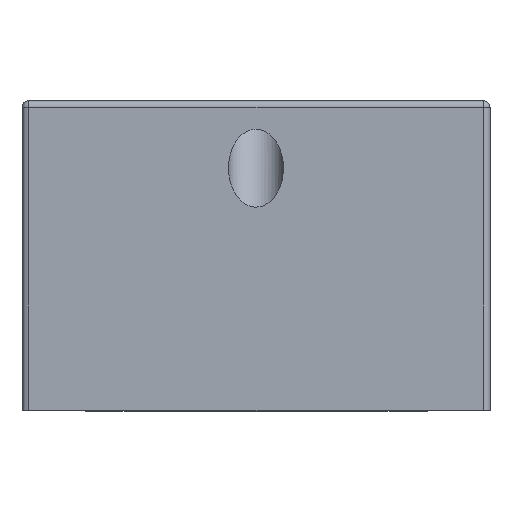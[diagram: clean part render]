
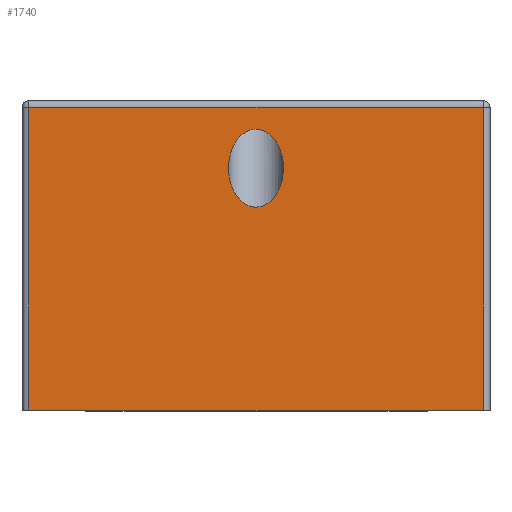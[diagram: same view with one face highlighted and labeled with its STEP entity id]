
A CAD part, top view. The second image highlights one B-rep face of the part: STEP entity #1740.
In plain terms, the highlighted planar face has unit normal (0, 0, 1).
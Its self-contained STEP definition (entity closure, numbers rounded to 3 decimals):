
#34=FACE_BOUND('',#284,.T.);
#70=PLANE('',#1933);
#162=FACE_OUTER_BOUND('',#283,.T.);
#283=EDGE_LOOP('',(#1393,#1394,#1395,#1396));
#284=EDGE_LOOP('',(#1397));
#349=ELLIPSE('',#1852,5.657,4.);
#429=LINE('',#2834,#563);
#451=LINE('',#2952,#585);
#452=LINE('',#2955,#586);
#453=LINE('',#2956,#587);
#563=VECTOR('',#2255,10.);
#585=VECTOR('',#2395,10.);
#586=VECTOR('',#2398,10.);
#587=VECTOR('',#2399,10.);
#788=VERTEX_POINT('',#2779);
#806=VERTEX_POINT('',#2828);
#807=VERTEX_POINT('',#2832);
#844=VERTEX_POINT('',#2950);
#845=VERTEX_POINT('',#2954);
#969=EDGE_CURVE('',#788,#788,#349,.T.);
#996=EDGE_CURVE('',#806,#807,#429,.T.);
#1051=EDGE_CURVE('',#844,#806,#451,.T.);
#1052=EDGE_CURVE('',#845,#844,#452,.T.);
#1053=EDGE_CURVE('',#807,#845,#453,.T.);
#1393=ORIENTED_EDGE('',*,*,#1051,.F.);
#1394=ORIENTED_EDGE('',*,*,#1052,.F.);
#1395=ORIENTED_EDGE('',*,*,#1053,.F.);
#1396=ORIENTED_EDGE('',*,*,#996,.F.);
#1397=ORIENTED_EDGE('',*,*,#969,.T.);
#1740=ADVANCED_FACE('',(#162,#34),#70,.T.);
#1852=AXIS2_PLACEMENT_3D('',#2780,#2198,#2199);
#1933=AXIS2_PLACEMENT_3D('',#2953,#2396,#2397);
#2198=DIRECTION('center_axis',(0.,0.,-1.));
#2199=DIRECTION('ref_axis',(0.,-1.,0.));
#2255=DIRECTION('',(1.,0.,0.));
#2395=DIRECTION('',(0.,1.,0.));
#2396=DIRECTION('center_axis',(0.,0.,1.));
#2397=DIRECTION('ref_axis',(1.,0.,0.));
#2398=DIRECTION('',(-1.,0.,0.));
#2399=DIRECTION('',(0.,-1.,0.));
#2779=CARTESIAN_POINT('',(23.5,35.839,30.));
#2780=CARTESIAN_POINT('Origin',(23.5,30.183,30.));
#2828=CARTESIAN_POINT('',(-9.5,39.,30.));
#2832=CARTESIAN_POINT('',(56.5,39.,30.));
#2834=CARTESIAN_POINT('',(6.5,39.,30.));
#2950=CARTESIAN_POINT('',(-9.5,-5.,30.));
#2952=CARTESIAN_POINT('',(-9.5,0.,30.));
#2953=CARTESIAN_POINT('Origin',(-10.5,0.,30.));
#2954=CARTESIAN_POINT('',(56.5,-5.,30.));
#2955=CARTESIAN_POINT('',(57.5,-5.,30.));
#2956=CARTESIAN_POINT('',(56.5,0.,30.));
